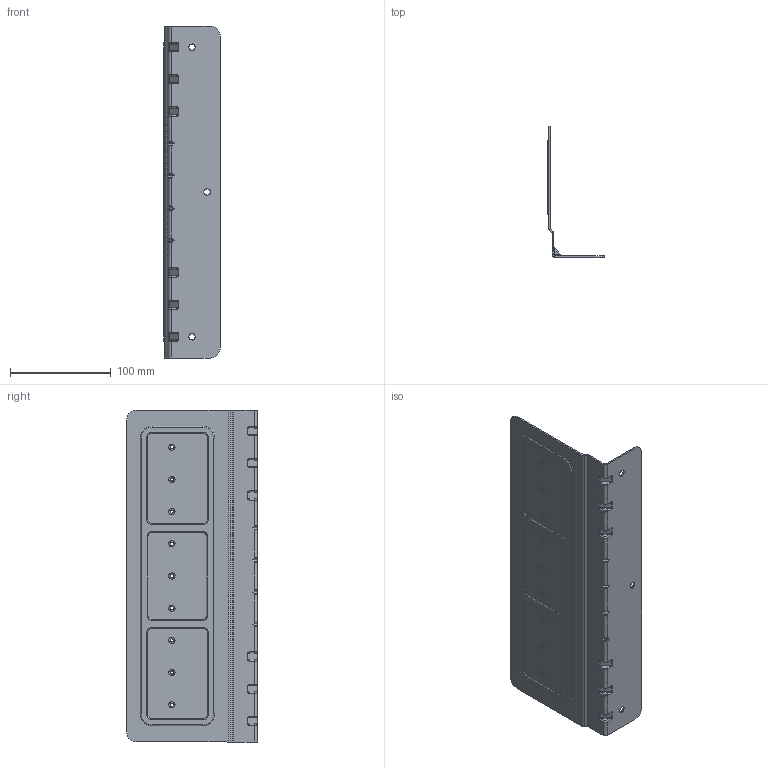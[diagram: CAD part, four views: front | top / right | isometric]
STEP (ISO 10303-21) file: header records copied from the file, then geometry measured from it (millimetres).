
FILE_DESCRIPTION(/* description */ (''),/* implementation_level */ '2;1');
FILE_NAME(/* name */ 'PB-WSPCOK.stp',/* time_stamp */ '2023-08-24T11:39:52+02:00',/* author */ ('tomaszw'),/* organization */ (''),/* preprocessor_version */ 'ST-DEVELOPER v19.2',/* originating_system */ 'Autodesk Inventor 2023',/* authorisation */ '');
FILE_SCHEMA (('AUTOMOTIVE_DESIGN { 1 0 10303 214 3 1 1 }'));
Length unit declared in the file: millimetre
Products named in the file (1): blacha pod MB_L330
Bounding box: 56.01 x 130 x 330 mm (x, y, z)
Volume: 85465 mm3; surface area: 123026.9 mm2
Topology: 4 solids, 4 shells, 611 faces, 1415 edges, 823 vertices
Faces by surface type: cylinder 263, plane 147, bspline 124, torus 64, cone 9, sphere 4
Full cylindrical faces by diameter (mm): 3.242 x9, 6.242 x9, 6.3 x3
Entity records: 19760 total; most frequent: CARTESIAN_POINT 6034, DIRECTION 2918, ORIENTED_EDGE 2830, EDGE_CURVE 1415, AXIS2_PLACEMENT_3D 1135, VERTEX_POINT 823, EDGE_LOOP 652, LINE 648
